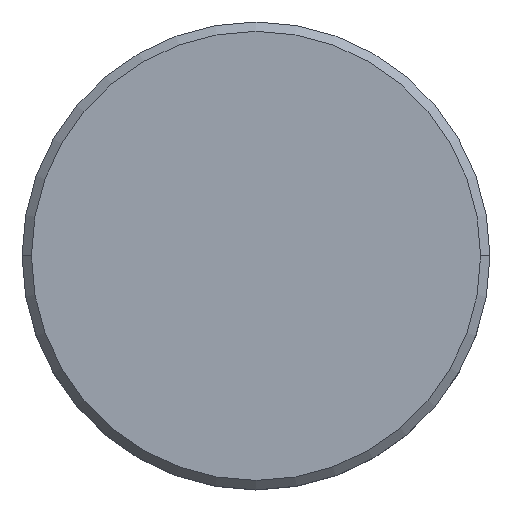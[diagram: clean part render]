
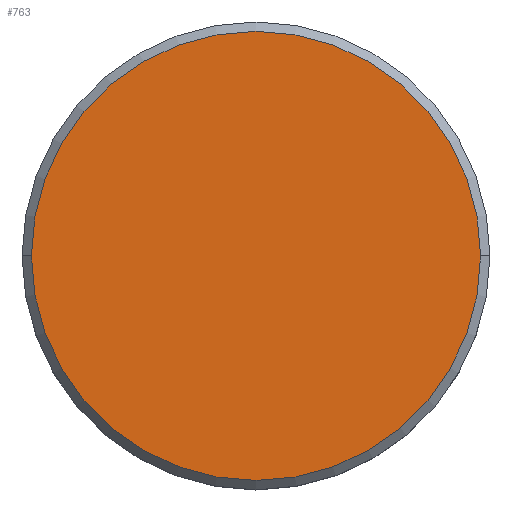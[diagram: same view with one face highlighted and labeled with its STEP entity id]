
A CAD part, top view. The second image highlights one B-rep face of the part: STEP entity #763.
In plain terms, the highlighted planar face has unit normal (0, 0, 1).
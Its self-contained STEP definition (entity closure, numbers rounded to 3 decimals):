
#16 = CARTESIAN_POINT ( 'NONE',  ( 0., 0., 0. ) ) ;
#54 = AXIS2_PLACEMENT_3D ( 'NONE', #470, #1035, #748 ) ;
#96 = CIRCLE ( 'NONE', #193, 12. ) ;
#104 = FACE_OUTER_BOUND ( 'NONE', #350, .T. ) ;
#193 = AXIS2_PLACEMENT_3D ( 'NONE', #16, #457, #1115 ) ;
#342 = DIRECTION ( 'NONE',  ( 0., 0., 1. ) ) ;
#350 = EDGE_LOOP ( 'NONE', ( #531, #895 ) ) ;
#355 = DIRECTION ( 'NONE',  ( 1., 0., 0. ) ) ;
#388 = PLANE ( 'NONE',  #54 ) ;
#422 = CARTESIAN_POINT ( 'NONE',  ( 12., 0., 0. ) ) ;
#457 = DIRECTION ( 'NONE',  ( 0., 0., 1. ) ) ;
#470 = CARTESIAN_POINT ( 'NONE',  ( 0., 0., 0. ) ) ;
#531 = ORIENTED_EDGE ( 'NONE', *, *, #1131, .T. ) ;
#728 = CIRCLE ( 'NONE', #980, 12. ) ;
#748 = DIRECTION ( 'NONE',  ( 1., 0., 0. ) ) ;
#763 = ADVANCED_FACE ( 'NONE', ( #104 ), #388, .T. ) ;
#895 = ORIENTED_EDGE ( 'NONE', *, *, #1052, .T. ) ;
#907 = VERTEX_POINT ( 'NONE', #422 ) ;
#980 = AXIS2_PLACEMENT_3D ( 'NONE', #1004, #342, #355 ) ;
#1004 = CARTESIAN_POINT ( 'NONE',  ( 0., 0., 0. ) ) ;
#1035 = DIRECTION ( 'NONE',  ( 0., 0., 1. ) ) ;
#1052 = EDGE_CURVE ( 'NONE', #907, #1166, #728, .T. ) ;
#1107 = CARTESIAN_POINT ( 'NONE',  ( -12., 0., 0. ) ) ;
#1115 = DIRECTION ( 'NONE',  ( 1., 0., 0. ) ) ;
#1131 = EDGE_CURVE ( 'NONE', #1166, #907, #96, .T. ) ;
#1166 = VERTEX_POINT ( 'NONE', #1107 ) ;
